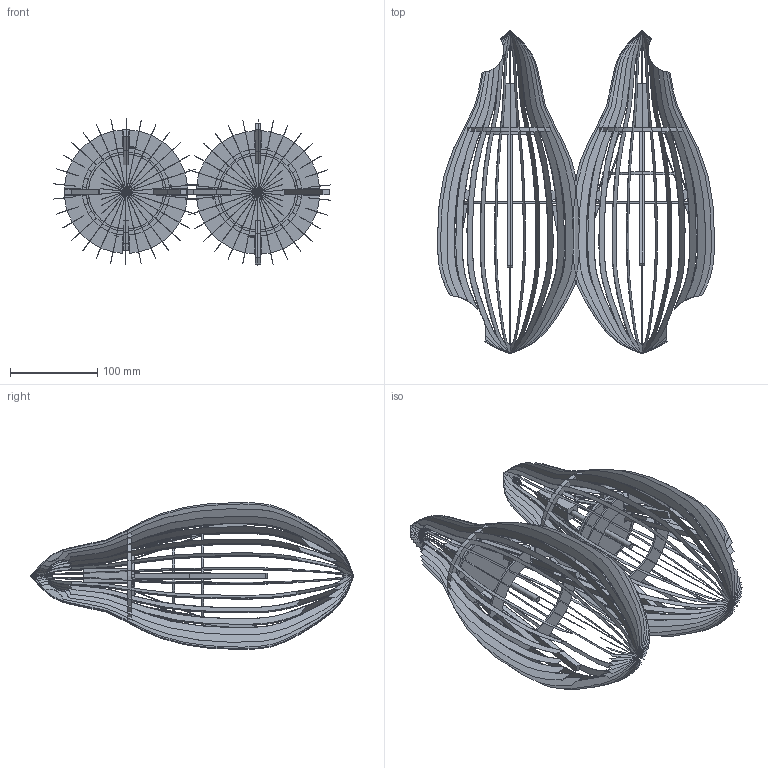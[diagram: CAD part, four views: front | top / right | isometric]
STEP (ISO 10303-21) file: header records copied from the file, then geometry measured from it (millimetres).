
FILE_DESCRIPTION(/* description */ (''),/* implementation_level */ '2;1');
FILE_NAME(/* name */ 'Artificial Heart Final.step',/* time_stamp */ '2023-06-20T02:46:38+05:30',/* author */ (''),/* organization */ (''),/* preprocessor_version */ 'ST-DEVELOPER v19.2',/* originating_system */ 'Autodesk Translation Framework v12.6.0.85',/* authorisation */ '');
FILE_SCHEMA (('AUTOMOTIVE_DESIGN { 1 0 10303 214 3 1 1 }'));
Length unit declared in the file: centimetre
Products named in the file (12): Untitledheart; Artificial Heart; Artificial Heart_1; TOP; BOT; LEG1; SOLENOID; SOLENOID (1); SILICON LID OUT; Silicon LID; Outer Layer; Component11
Assembly tree (27 placements, depth 3):
  Untitledheart
    Artificial Heart
      TOP
      LEG1  x4
      BOT
      SOLENOID (1)  x2
      SOLENOID
      SILICON LID OUT
      Silicon LID
      Outer Layer
    Artificial Heart_1
      TOP
      LEG1  x4
      BOT
      SOLENOID (1)  x2
      SOLENOID
      SILICON LID OUT
      Silicon LID
      Outer Layer
      Component11
Bounding box: 317.72 x 370 x 168.55 mm (x, y, z)
Volume: 146580.9 mm3; surface area: 551448 mm2
Topology: 118 solids, 124 shells, 826 faces, 1734 edges, 1158 vertices
Faces by surface type: plane 480, bspline 200, cylinder 146
Full cylindrical faces by diameter (mm): 0.9 x2, 1.03 x2, 1.09 x2, 1.41 x2, 6.01 x6, 7.3 x8, 85.78 x2, 90 x2, 90.88 x2, 99.84 x2, 104.5 x2
Entity records: 14088 total; most frequent: CARTESIAN_POINT 6587, ORIENTED_EDGE 1566, DIRECTION 1261, EDGE_CURVE 783, VERTEX_POINT 523, AXIS2_PLACEMENT_3D 449, EDGE_LOOP 390, FACE_OUTER_BOUND 377
